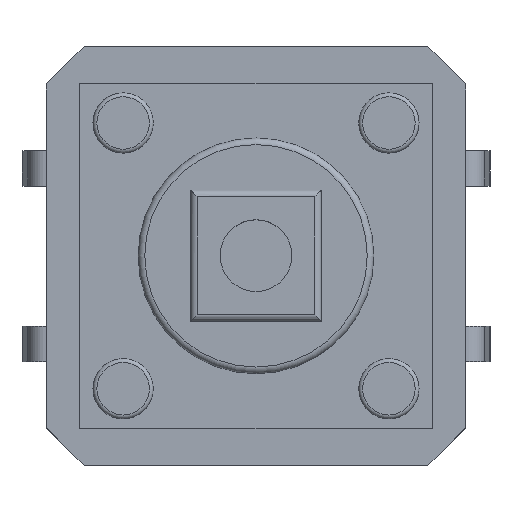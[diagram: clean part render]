
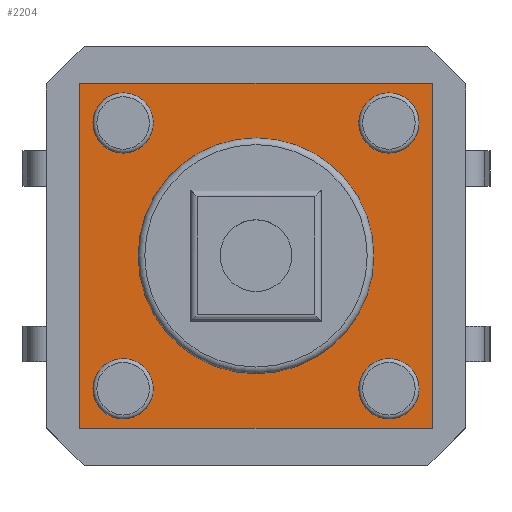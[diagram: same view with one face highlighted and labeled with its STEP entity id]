
A CAD part, top view. The second image highlights one B-rep face of the part: STEP entity #2204.
In plain terms, the highlighted planar face has unit normal (0, 0, 1).
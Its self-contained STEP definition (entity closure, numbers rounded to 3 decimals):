
#198=LINE('',#3218,#354);
#200=LINE('',#3222,#356);
#202=LINE('',#3226,#358);
#204=LINE('',#3230,#360);
#354=VECTOR('',#2712,1000.);
#356=VECTOR('',#2716,1000.);
#358=VECTOR('',#2720,1000.);
#360=VECTOR('',#2724,1000.);
#642=ORIENTED_EDGE('',*,*,#978,.F.);
#643=ORIENTED_EDGE('',*,*,#979,.F.);
#644=ORIENTED_EDGE('',*,*,#980,.F.);
#645=ORIENTED_EDGE('',*,*,#981,.F.);
#646=ORIENTED_EDGE('',*,*,#799,.F.);
#647=ORIENTED_EDGE('',*,*,#971,.F.);
#648=ORIENTED_EDGE('',*,*,#977,.F.);
#649=ORIENTED_EDGE('',*,*,#975,.F.);
#650=ORIENTED_EDGE('',*,*,#973,.F.);
#799=EDGE_CURVE('',#1012,#1012,#1153,.F.);
#971=EDGE_CURVE('',#1133,#1134,#198,.T.);
#973=EDGE_CURVE('',#1134,#1135,#200,.T.);
#975=EDGE_CURVE('',#1135,#1136,#202,.T.);
#977=EDGE_CURVE('',#1136,#1133,#204,.T.);
#978=EDGE_CURVE('',#1137,#1137,#1186,.F.);
#979=EDGE_CURVE('',#1138,#1138,#1187,.F.);
#980=EDGE_CURVE('',#1139,#1139,#1188,.F.);
#981=EDGE_CURVE('',#1140,#1140,#1189,.F.);
#1012=VERTEX_POINT('',#2881);
#1133=VERTEX_POINT('',#3217);
#1134=VERTEX_POINT('',#3219);
#1135=VERTEX_POINT('',#3223);
#1136=VERTEX_POINT('',#3227);
#1137=VERTEX_POINT('',#3233);
#1138=VERTEX_POINT('',#3235);
#1139=VERTEX_POINT('',#3237);
#1140=VERTEX_POINT('',#3239);
#1153=CIRCLE('',#2258,3.378);
#1186=CIRCLE('',#2339,0.864);
#1187=CIRCLE('',#2340,0.864);
#1188=CIRCLE('',#2341,0.864);
#1189=CIRCLE('',#2342,0.864);
#1257=EDGE_LOOP('',(#642));
#1258=EDGE_LOOP('',(#643));
#1259=EDGE_LOOP('',(#644));
#1260=EDGE_LOOP('',(#645));
#1261=EDGE_LOOP('',(#646));
#1262=EDGE_LOOP('',(#647,#648,#649,#650));
#1375=FACE_BOUND('',#1257,.T.);
#1376=FACE_BOUND('',#1258,.T.);
#1377=FACE_BOUND('',#1259,.T.);
#1378=FACE_BOUND('',#1260,.T.);
#1379=FACE_BOUND('',#1261,.T.);
#1380=FACE_BOUND('',#1262,.T.);
#1484=PLANE('',#2338);
#2204=ADVANCED_FACE('',(#1375,#1376,#1377,#1378,#1379,#1380),#1484,.F.);
#2258=AXIS2_PLACEMENT_3D('',#2880,#2419,#2420);
#2338=AXIS2_PLACEMENT_3D('',#3231,#2725,#2726);
#2339=AXIS2_PLACEMENT_3D('',#3232,#2727,#2728);
#2340=AXIS2_PLACEMENT_3D('',#3234,#2729,#2730);
#2341=AXIS2_PLACEMENT_3D('',#3236,#2731,#2732);
#2342=AXIS2_PLACEMENT_3D('',#3238,#2733,#2734);
#2419=DIRECTION('',(0.,0.,-1.));
#2420=DIRECTION('',(-1.,0.,0.));
#2712=DIRECTION('',(0.,1.,0.));
#2716=DIRECTION('',(1.,0.,0.));
#2720=DIRECTION('',(0.,-1.,0.));
#2724=DIRECTION('',(-1.,0.,0.));
#2725=DIRECTION('',(0.,0.,-1.));
#2726=DIRECTION('',(-1.,0.,0.));
#2727=DIRECTION('',(0.,0.,-1.));
#2728=DIRECTION('',(-1.,0.,0.));
#2729=DIRECTION('',(0.,0.,-1.));
#2730=DIRECTION('',(-1.,0.,0.));
#2731=DIRECTION('',(0.,0.,-1.));
#2732=DIRECTION('',(-1.,0.,0.));
#2733=DIRECTION('',(0.,0.,-1.));
#2734=DIRECTION('',(-1.,0.,0.));
#2880=CARTESIAN_POINT('',(0.,0.,3.632));
#2881=CARTESIAN_POINT('',(-3.378,0.,3.632));
#3217=CARTESIAN_POINT('',(-5.06,-4.947,3.632));
#3218=CARTESIAN_POINT('',(-5.06,-4.947,3.632));
#3219=CARTESIAN_POINT('',(-5.06,4.947,3.632));
#3222=CARTESIAN_POINT('',(-5.06,4.947,3.632));
#3223=CARTESIAN_POINT('',(5.06,4.947,3.632));
#3226=CARTESIAN_POINT('',(5.06,4.947,3.632));
#3227=CARTESIAN_POINT('',(5.06,-4.947,3.632));
#3230=CARTESIAN_POINT('',(5.06,-4.947,3.632));
#3231=CARTESIAN_POINT('',(0.,0.,3.632));
#3232=CARTESIAN_POINT('',(-3.81,3.81,3.632));
#3233=CARTESIAN_POINT('',(-4.674,3.81,3.632));
#3234=CARTESIAN_POINT('',(3.81,3.81,3.632));
#3235=CARTESIAN_POINT('',(2.946,3.81,3.632));
#3236=CARTESIAN_POINT('',(3.81,-3.81,3.632));
#3237=CARTESIAN_POINT('',(2.946,-3.81,3.632));
#3238=CARTESIAN_POINT('',(-3.81,-3.81,3.632));
#3239=CARTESIAN_POINT('',(-4.674,-3.81,3.632));
